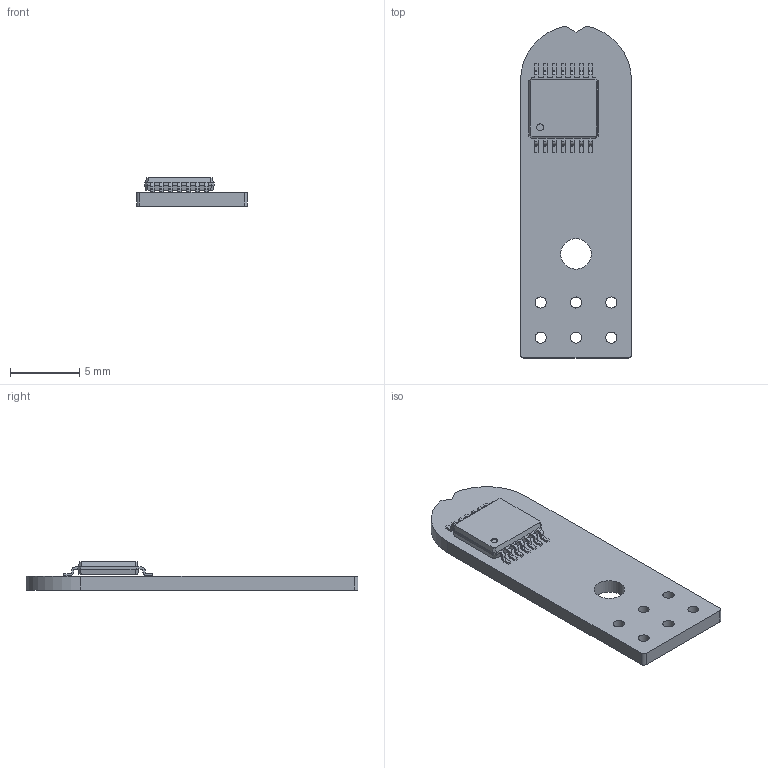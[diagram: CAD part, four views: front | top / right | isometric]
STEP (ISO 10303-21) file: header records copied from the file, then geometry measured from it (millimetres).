
FILE_DESCRIPTION(('KiCad electronic assembly'),'2;1');
FILE_NAME('A1335_long_I2C.step','2020-06-21T12:31:43',('An Author'),( 'A Company'),'Open CASCADE STEP processor 6.9', 'KiCad to STEP converter','Unknown');
FILE_SCHEMA(('AUTOMOTIVE_DESIGN { 1 0 10303 214 1 1 1 1 }'));
Length unit declared in the file: millimetre
Products named in the file (4): Open CASCADE STEP translator 6.9 1; TSSOP-14_4.4x5mm_P0.65mm; SOLID; COMPOUND
Assembly tree (3 placements, depth 3):
  Open CASCADE STEP translator 6.9 1
    TSSOP-14_4.4x5mm_P0.65mm
      SOLID
    COMPOUND
Bounding box: 8 x 23.93 x 2.05 mm (x, y, z)
Volume: 197.5 mm3; surface area: 511.2 mm2
Topology: 2 solids, 2 shells, 264 faces, 697 edges, 438 vertices
Faces by surface type: plane 158, cylinder 68, bspline 38
Full cylindrical faces by diameter (mm): 0.5 x1, 0.8 x6, 2.2 x1
Entity records: 18967 total; most frequent: CARTESIAN_POINT 3361, DIRECTION 2517, LINE 1705, VECTOR 1705, ORIENTED_EDGE 1394, PCURVE 1394, DEFINITIONAL_REPRESENTATION 1394, EDGE_CURVE 697
